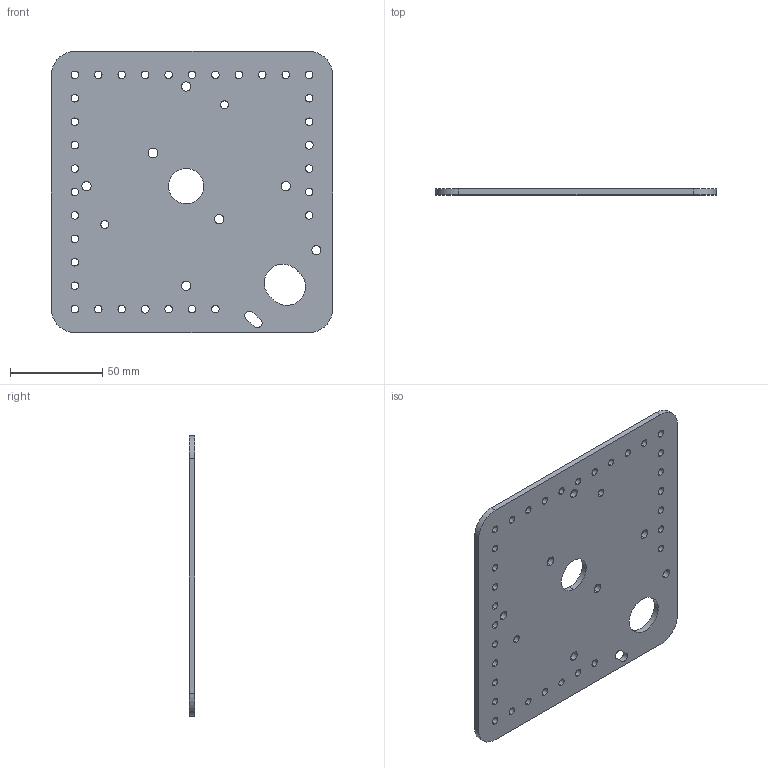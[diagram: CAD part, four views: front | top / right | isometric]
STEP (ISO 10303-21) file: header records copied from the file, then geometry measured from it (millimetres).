
FILE_DESCRIPTION (( 'STEP AP214' ), '1' );
FILE_NAME ('Armabot_Simple_Swerve_A0061_Mounting_Plate_Solidmodel.STEP', '2018-07-18T19:39:20', ( 'gus' ), ( 'Microsoft' ), 'SwSTEP 2.0', 'SolidWorks 2015', '' );
FILE_SCHEMA (( 'AUTOMOTIVE_DESIGN' ));
Length unit declared in the file: inch
Products named in the file (1): Armabot_Simple_Swerve_A0061_Mounting_Plate_Solidmodel
Bounding box: 152.4 x 3.17 x 152.4 mm (x, y, z)
Volume: 69103.4 mm3; surface area: 47678.6 mm2
Topology: 1 solids, 1 shells, 106 faces, 312 edges, 208 vertices
Faces by surface type: cylinder 100, plane 6
Entity records: 3876 total; most frequent: DIRECTION 726, CARTESIAN_POINT 627, ORIENTED_EDGE 624, EDGE_CURVE 312, AXIS2_PLACEMENT_3D 307, VERTEX_POINT 208, CIRCLE 200, EDGE_LOOP 196
